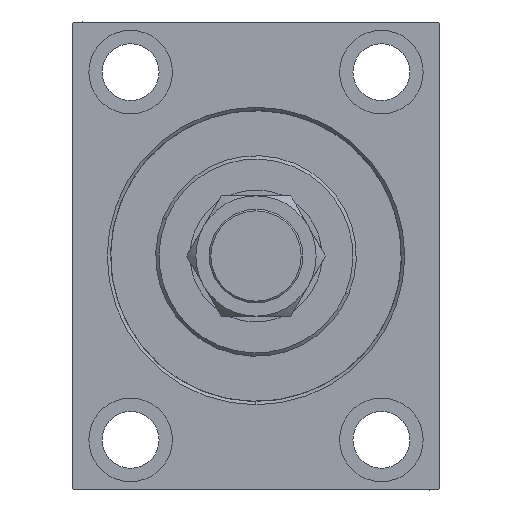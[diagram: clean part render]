
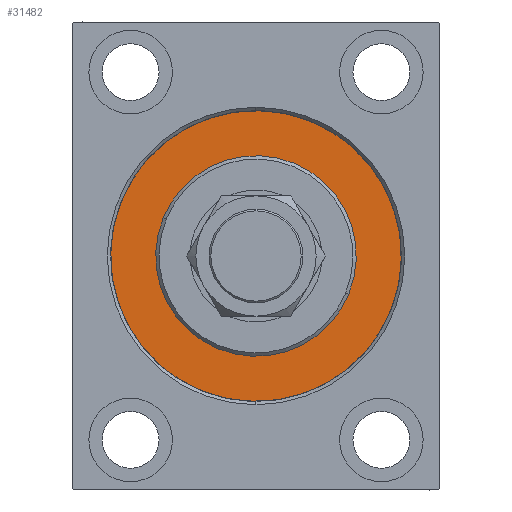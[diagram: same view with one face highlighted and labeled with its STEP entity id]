
A CAD part, left-side view. The second image highlights one B-rep face of the part: STEP entity #31482.
In plain terms, the highlighted face is planar.
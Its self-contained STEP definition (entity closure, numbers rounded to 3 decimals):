
#732 = DIRECTION ( 'NONE',  ( 1., 0., 0. ) ) ;
#956 = DIRECTION ( 'NONE',  ( 0., 0., -1. ) ) ;
#3430 = EDGE_LOOP ( 'NONE', ( #10788, #14600 ) ) ;
#6796 = VERTEX_POINT ( 'NONE', #35034 ) ;
#7092 = DIRECTION ( 'NONE',  ( 0., 0., 1. ) ) ;
#8758 = EDGE_LOOP ( 'NONE', ( #18843, #27089 ) ) ;
#8857 = DIRECTION ( 'NONE',  ( 0., 0., 1. ) ) ;
#9219 = EDGE_CURVE ( 'NONE', #12388, #22086, #38103, .T. ) ;
#10788 = ORIENTED_EDGE ( 'NONE', *, *, #19664, .F. ) ;
#11258 = DIRECTION ( 'NONE',  ( -1., 0., 0. ) ) ;
#11596 = CARTESIAN_POINT ( 'NONE',  ( 0., 0., 0. ) ) ;
#12013 = CARTESIAN_POINT ( 'NONE',  ( 0., 0., 43.5 ) ) ;
#12220 = AXIS2_PLACEMENT_3D ( 'NONE', #38571, #16552, #41527 ) ;
#12388 = VERTEX_POINT ( 'NONE', #28908 ) ;
#12732 = EDGE_CURVE ( 'NONE', #15689, #6796, #36548, .T. ) ;
#13605 = CARTESIAN_POINT ( 'NONE',  ( 0., 0., 0. ) ) ;
#14600 = ORIENTED_EDGE ( 'NONE', *, *, #12732, .F. ) ;
#14627 = CIRCLE ( 'NONE', #39721, 30. ) ;
#15689 = VERTEX_POINT ( 'NONE', #38076 ) ;
#16552 = DIRECTION ( 'NONE',  ( 1., 0., 0. ) ) ;
#18684 = EDGE_CURVE ( 'NONE', #22086, #12388, #19773, .T. ) ;
#18843 = ORIENTED_EDGE ( 'NONE', *, *, #9219, .F. ) ;
#19664 = EDGE_CURVE ( 'NONE', #6796, #15689, #14627, .T. ) ;
#19773 = CIRCLE ( 'NONE', #25664, 43.5 ) ;
#22086 = VERTEX_POINT ( 'NONE', #12013 ) ;
#24665 = FACE_BOUND ( 'NONE', #3430, .T. ) ;
#25344 = PLANE ( 'NONE',  #41386 ) ;
#25664 = AXIS2_PLACEMENT_3D ( 'NONE', #30348, #44462, #8857 ) ;
#27089 = ORIENTED_EDGE ( 'NONE', *, *, #18684, .F. ) ;
#28365 = CARTESIAN_POINT ( 'NONE',  ( 0., 0., 0. ) ) ;
#28908 = CARTESIAN_POINT ( 'NONE',  ( 0., 0., -43.5 ) ) ;
#30348 = CARTESIAN_POINT ( 'NONE',  ( 0., 0., 0. ) ) ;
#31482 = ADVANCED_FACE ( 'NONE', ( #24665, #38763 ), #25344, .F. ) ;
#35034 = CARTESIAN_POINT ( 'NONE',  ( 0., 0., 30. ) ) ;
#35302 = DIRECTION ( 'NONE',  ( -1., 0., 0. ) ) ;
#36548 = CIRCLE ( 'NONE', #12220, 30. ) ;
#38076 = CARTESIAN_POINT ( 'NONE',  ( 0., 0., -30. ) ) ;
#38103 = CIRCLE ( 'NONE', #41814, 43.5 ) ;
#38571 = CARTESIAN_POINT ( 'NONE',  ( 0., 0., 0. ) ) ;
#38763 = FACE_OUTER_BOUND ( 'NONE', #8758, .T. ) ;
#39721 = AXIS2_PLACEMENT_3D ( 'NONE', #11596, #732, #956 ) ;
#41386 = AXIS2_PLACEMENT_3D ( 'NONE', #28365, #11258, #7092 ) ;
#41527 = DIRECTION ( 'NONE',  ( 0., 0., -1. ) ) ;
#41814 = AXIS2_PLACEMENT_3D ( 'NONE', #13605, #35302, #45059 ) ;
#44462 = DIRECTION ( 'NONE',  ( -1., 0., 0. ) ) ;
#45059 = DIRECTION ( 'NONE',  ( 0., 0., 1. ) ) ;
